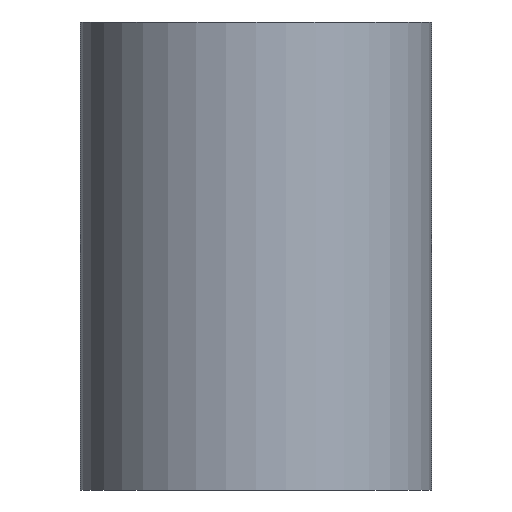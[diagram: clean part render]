
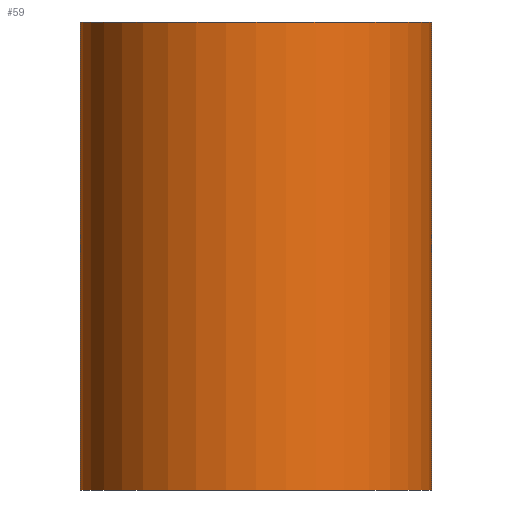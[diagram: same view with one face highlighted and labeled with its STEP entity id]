
A CAD part, front view. The second image highlights one B-rep face of the part: STEP entity #59.
In plain terms, the highlighted cylindrical face has radius 3 mm (diameter 6 mm), a partial arc.
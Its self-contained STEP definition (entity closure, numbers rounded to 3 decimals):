
#8 = VERTEX_POINT ( 'NONE', #138 ) ;
#9 = ORIENTED_EDGE ( 'NONE', *, *, #245, .F. ) ;
#13 = DIRECTION ( 'NONE',  ( 0., 0., 1. ) ) ;
#16 = DIRECTION ( 'NONE',  ( -1., 0., 0. ) ) ;
#18 = CARTESIAN_POINT ( 'NONE',  ( 63., -38., 8. ) ) ;
#19 = DIRECTION ( 'NONE',  ( 1., 0., 0. ) ) ;
#26 = DIRECTION ( 'NONE',  ( 0., 0., -1. ) ) ;
#29 = AXIS2_PLACEMENT_3D ( 'NONE', #18, #26, #16 ) ;
#38 = ORIENTED_EDGE ( 'NONE', *, *, #137, .T. ) ;
#53 = CARTESIAN_POINT ( 'NONE',  ( 66., -38., 0. ) ) ;
#59 = ADVANCED_FACE ( 'NONE', ( #198 ), #218, .T. ) ;
#81 = EDGE_CURVE ( 'NONE', #99, #94, #214, .T. ) ;
#94 = VERTEX_POINT ( 'NONE', #53 ) ;
#96 = CARTESIAN_POINT ( 'NONE',  ( 66., -38., 8. ) ) ;
#99 = VERTEX_POINT ( 'NONE', #116 ) ;
#100 = EDGE_CURVE ( 'NONE', #164, #94, #165, .T. ) ;
#116 = CARTESIAN_POINT ( 'NONE',  ( 66., -38., 8. ) ) ;
#118 = AXIS2_PLACEMENT_3D ( 'NONE', #178, #234, #152 ) ;
#123 = DIRECTION ( 'NONE',  ( 0., 0., -1. ) ) ;
#125 = CIRCLE ( 'NONE', #133, 3. ) ;
#126 = EDGE_LOOP ( 'NONE', ( #205, #9, #38, #192 ) ) ;
#128 = DIRECTION ( 'NONE',  ( 0., 0., -1. ) ) ;
#133 = AXIS2_PLACEMENT_3D ( 'NONE', #184, #13, #19 ) ;
#135 = CARTESIAN_POINT ( 'NONE',  ( 60., -38., 8. ) ) ;
#137 = EDGE_CURVE ( 'NONE', #8, #164, #202, .T. ) ;
#138 = CARTESIAN_POINT ( 'NONE',  ( 60., -38., 8. ) ) ;
#152 = DIRECTION ( 'NONE',  ( 1., 0., 0. ) ) ;
#154 = CARTESIAN_POINT ( 'NONE',  ( 60., -38., 0. ) ) ;
#164 = VERTEX_POINT ( 'NONE', #154 ) ;
#165 = CIRCLE ( 'NONE', #118, 3. ) ;
#178 = CARTESIAN_POINT ( 'NONE',  ( 63., -38., 0. ) ) ;
#184 = CARTESIAN_POINT ( 'NONE',  ( 63., -38., 8. ) ) ;
#192 = ORIENTED_EDGE ( 'NONE', *, *, #100, .T. ) ;
#194 = VECTOR ( 'NONE', #123, 1000. ) ;
#198 = FACE_OUTER_BOUND ( 'NONE', #126, .T. ) ;
#202 = LINE ( 'NONE', #135, #194 ) ;
#205 = ORIENTED_EDGE ( 'NONE', *, *, #81, .F. ) ;
#214 = LINE ( 'NONE', #96, #221 ) ;
#218 = CYLINDRICAL_SURFACE ( 'NONE', #29, 3. ) ;
#221 = VECTOR ( 'NONE', #128, 1000. ) ;
#234 = DIRECTION ( 'NONE',  ( 0., 0., 1. ) ) ;
#245 = EDGE_CURVE ( 'NONE', #8, #99, #125, .T. ) ;
